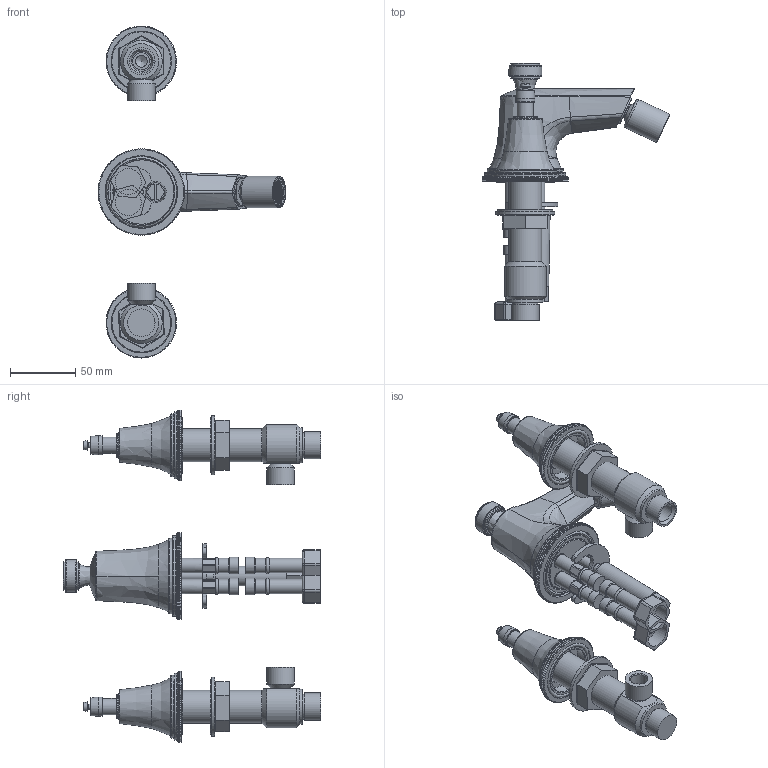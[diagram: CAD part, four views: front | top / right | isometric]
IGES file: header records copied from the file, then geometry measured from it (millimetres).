
Global section: file name: V613-NP; native system: Autodesk Inventor 2018; preprocessor: unknown; author: adaniels; date: 20190709.135537; units: millimetre
Bounding box: 143.57 x 197 x 254 mm (x, y, z)
Volume: 395599.3 mm3; surface area: 157264.9 mm2
Topology: 39 solids, 43 shells, 4190 faces, 10962 edges, 7111 vertices
Faces by surface type: bspline 4190
